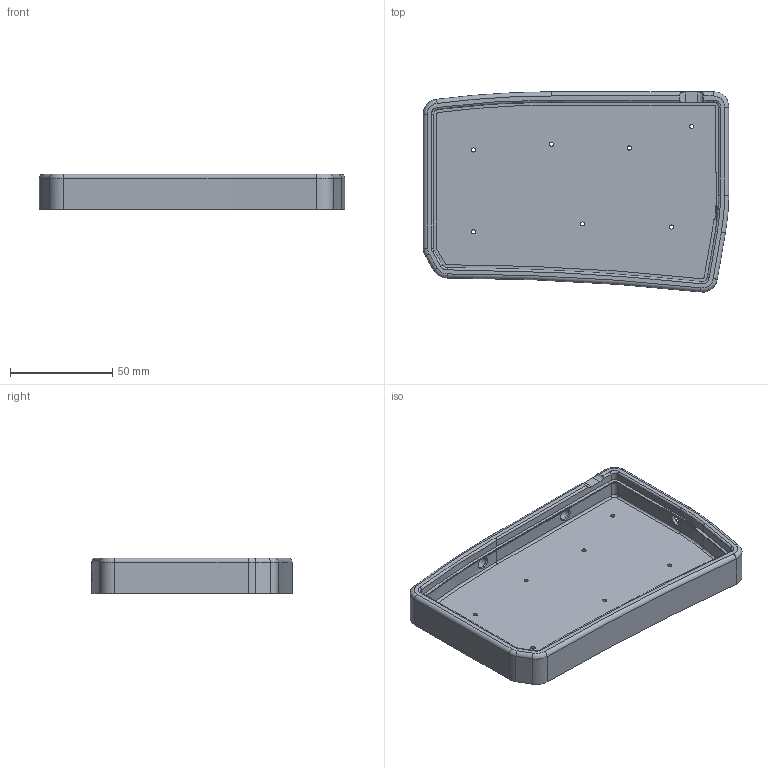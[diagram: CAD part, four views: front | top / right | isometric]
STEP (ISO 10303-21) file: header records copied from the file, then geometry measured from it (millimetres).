
FILE_DESCRIPTION(/* description */ ('STEP AP242','CAx-IF Rec.Pracs.---Representation and Presentation of Product Manufacturing Information (PMI)---4.0---2014-10-13','CAx-IF Rec.Pracs.---3D Tessellated Geometry---0.4---2014-09-14','2;1'),/* implementation_level */ '2;1');
FILE_NAME(/* name */ '64305c34337b844dea09af1f',/* time_stamp */ '2023-04-07T18:08:53+00:00',/* author */ (''),/* organization */ (''),/* preprocessor_version */ 'ST-DEVELOPER v18.102',/* originating_system */ ' ',/* authorisation */ ' ');
FILE_SCHEMA (('AP242_MANAGED_MODEL_BASED_3D_ENGINEERING_MIM_LF { 1 0 10303 442 1 1 4 }'));
Length unit declared in the file: metre
Products named in the file (1): Case L
Bounding box: 149.4 x 97.9 x 17.6 mm (x, y, z)
Volume: 73274.8 mm3; surface area: 42040.2 mm2
Topology: 1 solids, 1 shells, 196 faces, 459 edges, 271 vertices
Faces by surface type: bspline 90, plane 47, cylinder 32, cone 25, torus 2
Full cylindrical faces by diameter (mm): 2 x7, 3.6 x7, 5.4 x1, 5.6 x2, 6.4 x1, 10 x1
Entity records: 8240 total; most frequent: CARTESIAN_POINT 4648, ORIENTED_EDGE 814, DIRECTION 481, EDGE_CURVE 407, EDGE_LOOP 261, FACE_BOUND 261, VERTEX_POINT 258, B_SPLINE_CURVE_WITH_KNOTS 223
